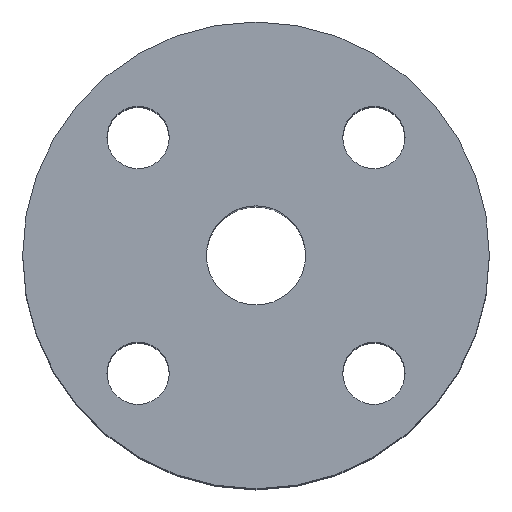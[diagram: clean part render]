
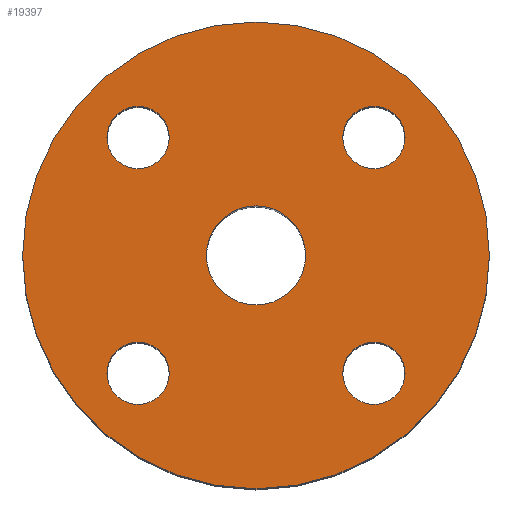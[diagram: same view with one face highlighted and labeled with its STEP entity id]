
A CAD part, top view. The second image highlights one B-rep face of the part: STEP entity #19397.
In plain terms, the highlighted planar face has unit normal (0, 0, 1).
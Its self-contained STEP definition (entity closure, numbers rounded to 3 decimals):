
#115 = FACE_BOUND ( 'NONE', #2224, .T. ) ;
#309 = EDGE_CURVE ( 'NONE', #4298, #580, #18737, .T. ) ;
#580 = VERTEX_POINT ( 'NONE', #28834 ) ;
#672 = DIRECTION ( 'NONE',  ( 0., 1., 0. ) ) ;
#692 = CARTESIAN_POINT ( 'NONE',  ( 0., 11.15, 0. ) ) ;
#756 = AXIS2_PLACEMENT_3D ( 'NONE', #692, #25412, #23025 ) ;
#830 = VERTEX_POINT ( 'NONE', #23740 ) ;
#831 = DIRECTION ( 'NONE',  ( 0., 0., 1. ) ) ;
#1082 = DIRECTION ( 'NONE',  ( 1., 0., 0. ) ) ;
#1292 = VERTEX_POINT ( 'NONE', #14803 ) ;
#1568 = DIRECTION ( 'NONE',  ( 0., 0., 1. ) ) ;
#1659 = CARTESIAN_POINT ( 'NONE',  ( 19.517, -26.517, 0. ) ) ;
#1688 = ORIENTED_EDGE ( 'NONE', *, *, #6250, .F. ) ;
#2030 = DIRECTION ( 'NONE',  ( -1., 0., 0. ) ) ;
#2036 = DIRECTION ( 'NONE',  ( 0., 0., 1. ) ) ;
#2224 = EDGE_LOOP ( 'NONE', ( #8741, #26450 ) ) ;
#2315 = AXIS2_PLACEMENT_3D ( 'NONE', #27774, #5001, #672 ) ;
#2965 = ORIENTED_EDGE ( 'NONE', *, *, #8832, .F. ) ;
#3259 = DIRECTION ( 'NONE',  ( 1., 0., 0. ) ) ;
#4008 = AXIS2_PLACEMENT_3D ( 'NONE', #21160, #24002, #1082 ) ;
#4027 = ORIENTED_EDGE ( 'NONE', *, *, #24470, .F. ) ;
#4274 = CARTESIAN_POINT ( 'NONE',  ( 26.517, 26.517, 0. ) ) ;
#4298 = VERTEX_POINT ( 'NONE', #25848 ) ;
#4991 = EDGE_CURVE ( 'NONE', #9599, #16753, #7411, .T. ) ;
#5001 = DIRECTION ( 'NONE',  ( 0., 0., 1. ) ) ;
#5170 = EDGE_LOOP ( 'NONE', ( #2965, #26228 ) ) ;
#5268 = VERTEX_POINT ( 'NONE', #20003 ) ;
#5489 = CARTESIAN_POINT ( 'NONE',  ( 0., 0., 0. ) ) ;
#5518 = CIRCLE ( 'NONE', #9326, 7. ) ;
#5623 = CARTESIAN_POINT ( 'NONE',  ( 33.517, 26.517, 0. ) ) ;
#5663 = CIRCLE ( 'NONE', #2315, 7. ) ;
#6250 = EDGE_CURVE ( 'NONE', #830, #22361, #27864, .T. ) ;
#6267 = CARTESIAN_POINT ( 'NONE',  ( -26.517, -26.517, 0. ) ) ;
#7130 = EDGE_LOOP ( 'NONE', ( #16633, #1688 ) ) ;
#7293 = CIRCLE ( 'NONE', #27736, 11.15 ) ;
#7411 = CIRCLE ( 'NONE', #26896, 7. ) ;
#7631 = CIRCLE ( 'NONE', #24266, 7. ) ;
#8046 = CARTESIAN_POINT ( 'NONE',  ( -33.517, -26.517, 0. ) ) ;
#8591 = DIRECTION ( 'NONE',  ( 1., 0., 0. ) ) ;
#8741 = ORIENTED_EDGE ( 'NONE', *, *, #21237, .F. ) ;
#8832 = EDGE_CURVE ( 'NONE', #16753, #9599, #26570, .T. ) ;
#8939 = DIRECTION ( 'NONE',  ( 0., 0., 1. ) ) ;
#9174 = EDGE_CURVE ( 'NONE', #5268, #20927, #20364, .T. ) ;
#9326 = AXIS2_PLACEMENT_3D ( 'NONE', #23997, #13140, #17463 ) ;
#9405 = AXIS2_PLACEMENT_3D ( 'NONE', #25191, #14038, #22948 ) ;
#9599 = VERTEX_POINT ( 'NONE', #8046 ) ;
#11396 = CARTESIAN_POINT ( 'NONE',  ( 0., 0., 0. ) ) ;
#11403 = CIRCLE ( 'NONE', #14733, 7. ) ;
#11590 = FACE_OUTER_BOUND ( 'NONE', #13527, .T. ) ;
#12020 = PLANE ( 'NONE',  #756 ) ;
#12838 = VERTEX_POINT ( 'NONE', #1659 ) ;
#12979 = DIRECTION ( 'NONE',  ( -1., 0., 0. ) ) ;
#13002 = EDGE_CURVE ( 'NONE', #12838, #25440, #7631, .T. ) ;
#13140 = DIRECTION ( 'NONE',  ( 0., 0., 1. ) ) ;
#13501 = CARTESIAN_POINT ( 'NONE',  ( -26.517, -26.517, 0. ) ) ;
#13527 = EDGE_LOOP ( 'NONE', ( #14822, #14559 ) ) ;
#14038 = DIRECTION ( 'NONE',  ( 0., 0., 1. ) ) ;
#14397 = DIRECTION ( 'NONE',  ( 1., 0., 0. ) ) ;
#14559 = ORIENTED_EDGE ( 'NONE', *, *, #21157, .T. ) ;
#14563 = DIRECTION ( 'NONE',  ( 0., -1., 0. ) ) ;
#14591 = DIRECTION ( 'NONE',  ( 0., 0., 1. ) ) ;
#14680 = EDGE_CURVE ( 'NONE', #22361, #830, #11403, .T. ) ;
#14705 = CARTESIAN_POINT ( 'NONE',  ( 0., 0., 0. ) ) ;
#14733 = AXIS2_PLACEMENT_3D ( 'NONE', #23593, #1568, #21662 ) ;
#14803 = CARTESIAN_POINT ( 'NONE',  ( -33.517, 26.517, 0. ) ) ;
#14822 = ORIENTED_EDGE ( 'NONE', *, *, #9174, .T. ) ;
#15941 = EDGE_LOOP ( 'NONE', ( #4027, #20568 ) ) ;
#16633 = ORIENTED_EDGE ( 'NONE', *, *, #14680, .F. ) ;
#16753 = VERTEX_POINT ( 'NONE', #17180 ) ;
#16796 = VERTEX_POINT ( 'NONE', #26540 ) ;
#16940 = DIRECTION ( 'NONE',  ( 0., 0., 1. ) ) ;
#17180 = CARTESIAN_POINT ( 'NONE',  ( -19.517, -26.517, 0. ) ) ;
#17349 = EDGE_LOOP ( 'NONE', ( #26310, #19985 ) ) ;
#17422 = AXIS2_PLACEMENT_3D ( 'NONE', #4274, #2036, #26324 ) ;
#17463 = DIRECTION ( 'NONE',  ( 0., 1., 0. ) ) ;
#17800 = DIRECTION ( 'NONE',  ( 0., 0., 1. ) ) ;
#17817 = DIRECTION ( 'NONE',  ( 0., 0., 1. ) ) ;
#18356 = EDGE_CURVE ( 'NONE', #16796, #1292, #5518, .T. ) ;
#18737 = CIRCLE ( 'NONE', #4008, 11.15 ) ;
#18856 = FACE_BOUND ( 'NONE', #7130, .T. ) ;
#19397 = ADVANCED_FACE ( 'NONE', ( #27655, #20503, #25706, #18856, #115, #11590 ), #12020, .F. ) ;
#19903 = AXIS2_PLACEMENT_3D ( 'NONE', #14705, #831, #14397 ) ;
#19985 = ORIENTED_EDGE ( 'NONE', *, *, #26503, .F. ) ;
#20003 = CARTESIAN_POINT ( 'NONE',  ( 52.5, 0., 0. ) ) ;
#20326 = CIRCLE ( 'NONE', #9405, 7. ) ;
#20364 = CIRCLE ( 'NONE', #19903, 52.5 ) ;
#20503 = FACE_BOUND ( 'NONE', #5170, .T. ) ;
#20568 = ORIENTED_EDGE ( 'NONE', *, *, #13002, .F. ) ;
#20927 = VERTEX_POINT ( 'NONE', #21449 ) ;
#21157 = EDGE_CURVE ( 'NONE', #20927, #5268, #23939, .T. ) ;
#21160 = CARTESIAN_POINT ( 'NONE',  ( 0., 0., 0. ) ) ;
#21237 = EDGE_CURVE ( 'NONE', #580, #4298, #7293, .T. ) ;
#21449 = CARTESIAN_POINT ( 'NONE',  ( -52.5, 0., 0. ) ) ;
#21662 = DIRECTION ( 'NONE',  ( 1., 0., 0. ) ) ;
#22361 = VERTEX_POINT ( 'NONE', #5623 ) ;
#22495 = AXIS2_PLACEMENT_3D ( 'NONE', #5489, #14591, #3259 ) ;
#22948 = DIRECTION ( 'NONE',  ( 0., -1., 0. ) ) ;
#23025 = DIRECTION ( 'NONE',  ( -1., 0., 0. ) ) ;
#23137 = CARTESIAN_POINT ( 'NONE',  ( 33.517, -26.517, 0. ) ) ;
#23459 = CARTESIAN_POINT ( 'NONE',  ( 26.517, -26.517, 0. ) ) ;
#23593 = CARTESIAN_POINT ( 'NONE',  ( 26.517, 26.517, 0. ) ) ;
#23740 = CARTESIAN_POINT ( 'NONE',  ( 19.517, 26.517, 0. ) ) ;
#23939 = CIRCLE ( 'NONE', #22495, 52.5 ) ;
#23997 = CARTESIAN_POINT ( 'NONE',  ( -26.517, 26.517, 0. ) ) ;
#24002 = DIRECTION ( 'NONE',  ( 0., 0., 1. ) ) ;
#24266 = AXIS2_PLACEMENT_3D ( 'NONE', #23459, #16940, #14563 ) ;
#24470 = EDGE_CURVE ( 'NONE', #25440, #12838, #20326, .T. ) ;
#25191 = CARTESIAN_POINT ( 'NONE',  ( 26.517, -26.517, 0. ) ) ;
#25412 = DIRECTION ( 'NONE',  ( 0., 0., -1. ) ) ;
#25440 = VERTEX_POINT ( 'NONE', #23137 ) ;
#25617 = AXIS2_PLACEMENT_3D ( 'NONE', #6267, #8939, #12979 ) ;
#25706 = FACE_BOUND ( 'NONE', #17349, .T. ) ;
#25848 = CARTESIAN_POINT ( 'NONE',  ( -11.15, 0., 0. ) ) ;
#26228 = ORIENTED_EDGE ( 'NONE', *, *, #4991, .F. ) ;
#26310 = ORIENTED_EDGE ( 'NONE', *, *, #18356, .F. ) ;
#26324 = DIRECTION ( 'NONE',  ( 1., 0., 0. ) ) ;
#26450 = ORIENTED_EDGE ( 'NONE', *, *, #309, .F. ) ;
#26503 = EDGE_CURVE ( 'NONE', #1292, #16796, #5663, .T. ) ;
#26540 = CARTESIAN_POINT ( 'NONE',  ( -19.517, 26.517, 0. ) ) ;
#26570 = CIRCLE ( 'NONE', #25617, 7. ) ;
#26896 = AXIS2_PLACEMENT_3D ( 'NONE', #13501, #17817, #2030 ) ;
#27655 = FACE_BOUND ( 'NONE', #15941, .T. ) ;
#27736 = AXIS2_PLACEMENT_3D ( 'NONE', #11396, #17800, #8591 ) ;
#27774 = CARTESIAN_POINT ( 'NONE',  ( -26.517, 26.517, 0. ) ) ;
#27864 = CIRCLE ( 'NONE', #17422, 7. ) ;
#28834 = CARTESIAN_POINT ( 'NONE',  ( 11.15, 0., 0. ) ) ;
